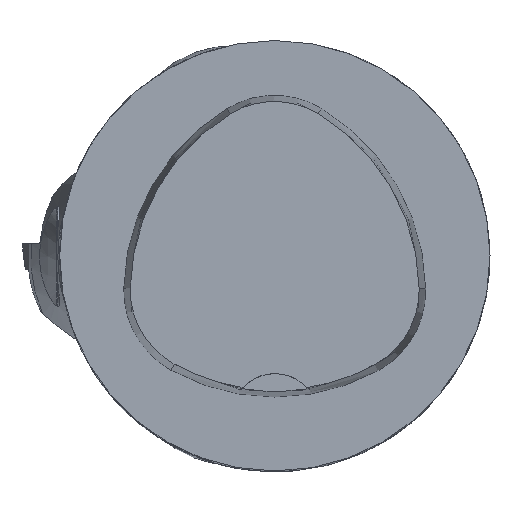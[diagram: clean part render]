
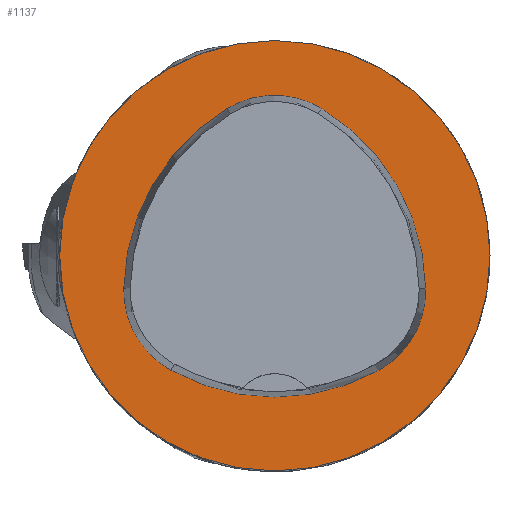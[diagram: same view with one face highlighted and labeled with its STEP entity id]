
A CAD part, top view. The second image highlights one B-rep face of the part: STEP entity #1137.
In plain terms, the highlighted planar face has unit normal (0, 0, 1).
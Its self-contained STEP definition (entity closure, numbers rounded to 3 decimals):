
#429=PLANE('',#8078);
#745=FACE_BOUND('',#1998,.T.);
#746=FACE_BOUND('',#1999,.T.);
#1137=ADVANCED_FACE('',(#745,#746),#429,.T.);
#1998=EDGE_LOOP('',(#2997,#2998,#2999,#3000,#3001,#3002));
#1999=EDGE_LOOP('',(#3003));
#2485=CIRCLE('',#7964,20.);
#2550=CIRCLE('',#8056,20.);
#2552=CIRCLE('',#8059,8.5);
#2554=CIRCLE('',#8062,20.);
#2556=CIRCLE('',#8065,8.5);
#2560=CIRCLE('',#8070,20.);
#2562=CIRCLE('',#8073,8.5);
#2997=ORIENTED_EDGE('',*,*,#5963,.T.);
#2998=ORIENTED_EDGE('',*,*,#5943,.T.);
#2999=ORIENTED_EDGE('',*,*,#5947,.T.);
#3000=ORIENTED_EDGE('',*,*,#5950,.T.);
#3001=ORIENTED_EDGE('',*,*,#5953,.T.);
#3002=ORIENTED_EDGE('',*,*,#5961,.T.);
#3003=ORIENTED_EDGE('',*,*,#5687,.F.);
#4929=VERTEX_POINT('',#10741);
#5180=VERTEX_POINT('',#11336);
#5181=VERTEX_POINT('',#11337);
#5184=VERTEX_POINT('',#11345);
#5186=VERTEX_POINT('',#11351);
#5188=VERTEX_POINT('',#11357);
#5195=VERTEX_POINT('',#11378);
#5687=EDGE_CURVE('',#4929,#4929,#2485,.T.);
#5943=EDGE_CURVE('',#5180,#5181,#2550,.T.);
#5947=EDGE_CURVE('',#5181,#5184,#2552,.T.);
#5950=EDGE_CURVE('',#5184,#5186,#2554,.T.);
#5953=EDGE_CURVE('',#5186,#5188,#2556,.T.);
#5961=EDGE_CURVE('',#5188,#5195,#2560,.T.);
#5963=EDGE_CURVE('',#5195,#5180,#2562,.T.);
#7964=AXIS2_PLACEMENT_3D('',#10740,#8641,#8642);
#8056=AXIS2_PLACEMENT_3D('',#11335,#8993,#8994);
#8059=AXIS2_PLACEMENT_3D('',#11344,#9001,#9002);
#8062=AXIS2_PLACEMENT_3D('',#11350,#9008,#9009);
#8065=AXIS2_PLACEMENT_3D('',#11356,#9015,#9016);
#8070=AXIS2_PLACEMENT_3D('',#11379,#9027,#9028);
#8073=AXIS2_PLACEMENT_3D('',#11382,#9033,#9034);
#8078=AXIS2_PLACEMENT_3D('',#11387,#9043,#9044);
#8641=DIRECTION('',(0.,0.,-1.));
#8642=DIRECTION('',(-1.,0.,0.));
#8993=DIRECTION('',(0.,0.,-1.));
#8994=DIRECTION('',(-1.,0.,0.));
#9001=DIRECTION('',(0.,0.,-1.));
#9002=DIRECTION('',(-1.,0.,0.));
#9008=DIRECTION('',(0.,0.,-1.));
#9009=DIRECTION('',(-1.,0.,0.));
#9015=DIRECTION('',(0.,0.,-1.));
#9016=DIRECTION('',(-1.,0.,0.));
#9027=DIRECTION('',(0.,0.,-1.));
#9028=DIRECTION('',(-1.,0.,0.));
#9033=DIRECTION('',(0.,0.,-1.));
#9034=DIRECTION('',(-1.,0.,0.));
#9043=DIRECTION('',(0.,0.,1.));
#9044=DIRECTION('',(1.,0.,0.));
#10740=CARTESIAN_POINT('',(0.,0.,0.));
#10741=CARTESIAN_POINT('',(-20.,0.,0.));
#11335=CARTESIAN_POINT('',(5.955,-3.414,0.));
#11336=CARTESIAN_POINT('',(-14.041,-3.042,0.));
#11337=CARTESIAN_POINT('',(-4.472,13.653,0.));
#11344=CARTESIAN_POINT('',(-0.04,6.4,0.));
#11345=CARTESIAN_POINT('',(4.347,13.68,0.));
#11350=CARTESIAN_POINT('',(-5.976,-3.45,0.));
#11351=CARTESIAN_POINT('',(14.021,-3.075,0.));
#11356=CARTESIAN_POINT('',(5.522,-3.235,0.));
#11357=CARTESIAN_POINT('',(9.588,-10.699,0.));
#11378=CARTESIAN_POINT('',(-9.655,-10.639,0.));
#11379=CARTESIAN_POINT('',(0.022,6.864,0.));
#11382=CARTESIAN_POINT('',(-5.543,-3.2,0.));
#11387=CARTESIAN_POINT('',(0.,0.,0.));
